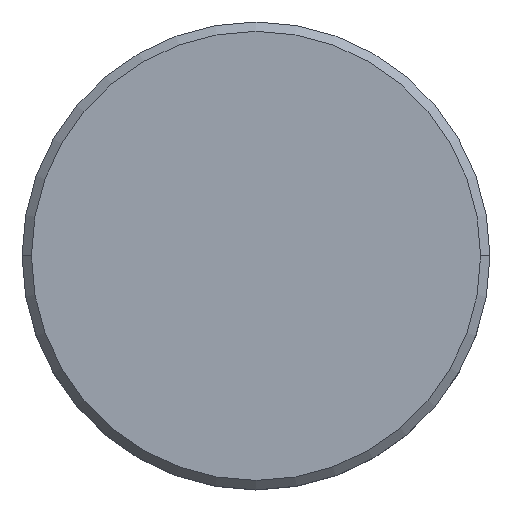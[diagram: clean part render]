
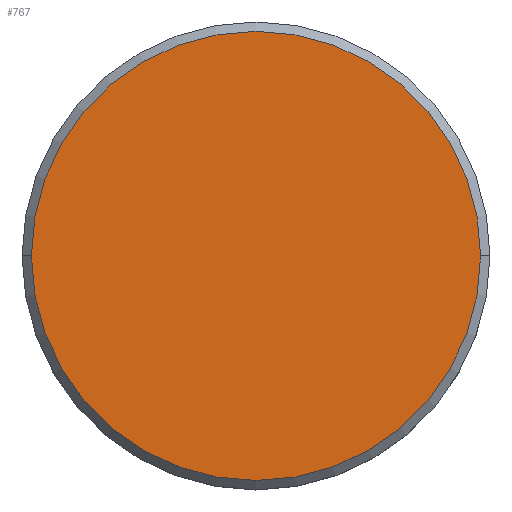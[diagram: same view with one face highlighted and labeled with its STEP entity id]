
A CAD part, top view. The second image highlights one B-rep face of the part: STEP entity #767.
In plain terms, the highlighted planar face has unit normal (0, 0, 1).
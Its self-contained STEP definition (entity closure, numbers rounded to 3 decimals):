
#69 = AXIS2_PLACEMENT_3D ( 'NONE', #129, #852, #1115 ) ;
#129 = CARTESIAN_POINT ( 'NONE',  ( 0., 0., 0. ) ) ;
#157 = CARTESIAN_POINT ( 'NONE',  ( 12., 0., 0. ) ) ;
#330 = ORIENTED_EDGE ( 'NONE', *, *, #1162, .T. ) ;
#385 = ORIENTED_EDGE ( 'NONE', *, *, #821, .T. ) ;
#402 = DIRECTION ( 'NONE',  ( 1., 0., 0. ) ) ;
#407 = CARTESIAN_POINT ( 'NONE',  ( 0., 0., 0. ) ) ;
#496 = PLANE ( 'NONE',  #749 ) ;
#521 = CIRCLE ( 'NONE', #69, 12. ) ;
#598 = EDGE_LOOP ( 'NONE', ( #385, #330 ) ) ;
#665 = DIRECTION ( 'NONE',  ( 0., 0., 1. ) ) ;
#749 = AXIS2_PLACEMENT_3D ( 'NONE', #859, #1040, #402 ) ;
#767 = ADVANCED_FACE ( 'NONE', ( #942 ), #496, .T. ) ;
#804 = VERTEX_POINT ( 'NONE', #1049 ) ;
#821 = EDGE_CURVE ( 'NONE', #804, #953, #1114, .T. ) ;
#852 = DIRECTION ( 'NONE',  ( 0., 0., 1. ) ) ;
#859 = CARTESIAN_POINT ( 'NONE',  ( 0., 0., 0. ) ) ;
#942 = FACE_OUTER_BOUND ( 'NONE', #598, .T. ) ;
#953 = VERTEX_POINT ( 'NONE', #157 ) ;
#1004 = AXIS2_PLACEMENT_3D ( 'NONE', #407, #665, #1035 ) ;
#1035 = DIRECTION ( 'NONE',  ( 1., 0., 0. ) ) ;
#1040 = DIRECTION ( 'NONE',  ( 0., 0., 1. ) ) ;
#1049 = CARTESIAN_POINT ( 'NONE',  ( -12., 0., 0. ) ) ;
#1114 = CIRCLE ( 'NONE', #1004, 12. ) ;
#1115 = DIRECTION ( 'NONE',  ( 1., 0., 0. ) ) ;
#1162 = EDGE_CURVE ( 'NONE', #953, #804, #521, .T. ) ;
